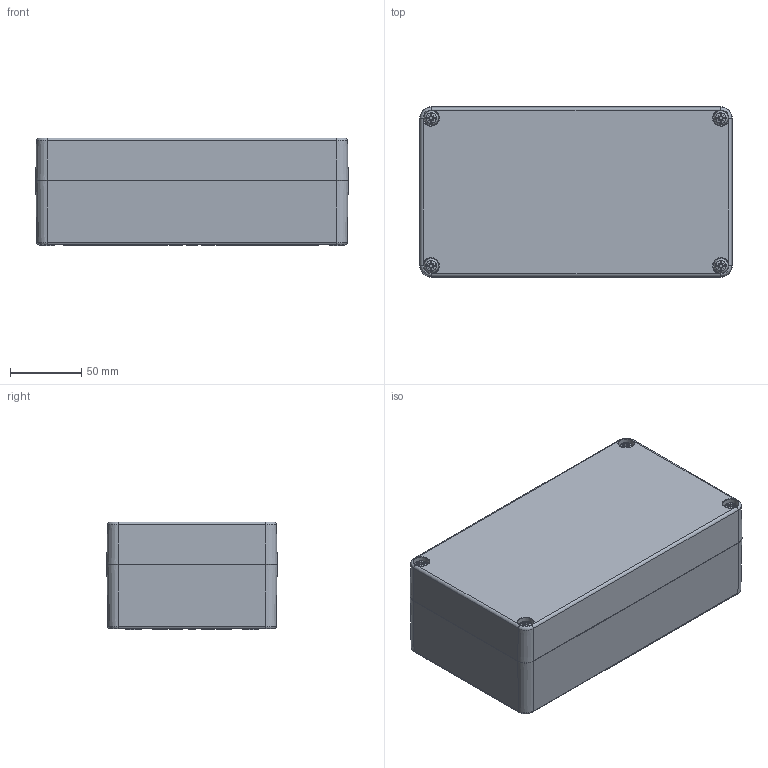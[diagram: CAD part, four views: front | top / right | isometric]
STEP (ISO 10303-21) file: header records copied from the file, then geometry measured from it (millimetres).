
FILE_DESCRIPTION((''),'2;1');
FILE_NAME('0101102100-MBA_221275_VE.stp','2015-01-19T13:07:56',('robin.rentz'),(''),'Autodesk Inventor 2012','Autodesk Inventor 2012','');
FILE_SCHEMA(('AUTOMOTIVE_DESIGN { 1 2 10303 214 0 1 1 1 }'));
Length unit declared in the file: millimetre
Products named in the file (5): 0101102100-MBA_221275_VE; 0100102002--UT_221265_VE; 0100102301-OT_221290_VE; xxx-O-Ring-MBA_221290; Schraube BM 6x40
Assembly tree (7 placements, depth 2):
  0101102100-MBA_221275_VE
    0100102002--UT_221265_VE
    0100102301-OT_221290_VE
    xxx-O-Ring-MBA_221290
    Schraube BM 6x40  x4
Bounding box: 220 x 120 x 76 mm (x, y, z)
Volume: 487332.8 mm3; surface area: 225818.5 mm2
Topology: 7 solids, 7 shells, 1146 faces, 2785 edges, 1738 vertices
Faces by surface type: plane 403, bspline 308, cylinder 192, cone 124, torus 114, sphere 5
Full cylindrical faces by diameter (mm): 4.917 x11, 5 x4, 6 x4, 7 x4, 7.2 x5, 7.5 x4, 8 x5, 10 x9, 11 x4, 11.5 x4, 12 x1
Entity records: 49345 total; most frequent: CARTESIAN_POINT 27368, ORIENTED_EDGE 4710, DIRECTION 3877, EDGE_CURVE 2355, VERTEX_POINT 1520, AXIS2_PLACEMENT_3D 1388, EDGE_LOOP 1223, VECTOR 1101
